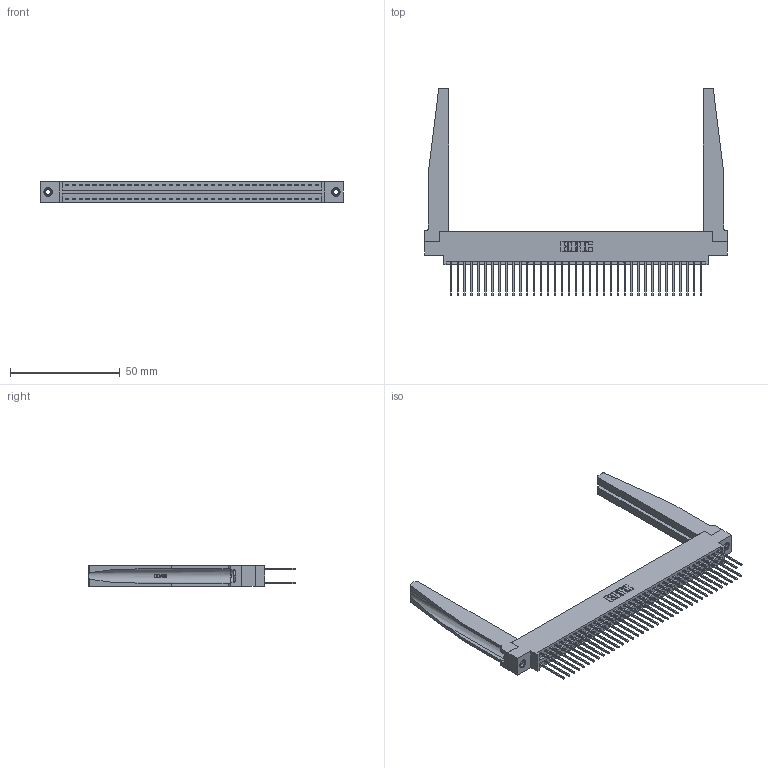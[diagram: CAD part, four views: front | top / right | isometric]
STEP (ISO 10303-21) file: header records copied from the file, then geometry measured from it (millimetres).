
FILE_DESCRIPTION (( 'STEP AP203' ), '1' );
FILE_NAME ('396-074-540-878.STEP', '2019-11-02T12:40:12', ( '' ), ( '' ), 'SwSTEP 2.0', 'SolidWorks 2016', '' );
FILE_SCHEMA (( 'CONFIG_CONTROL_DESIGN' ));
Length unit declared in the file: inch
Products named in the file (5): 345-250-001_345-250-001-102; 396-074-540-878; 346 Part_0.170 Offset - 0.156 Dia-TH; 345-292-001_345-293-140; 346-220-078_345-220-078
Assembly tree (79 placements, depth 2):
  396-074-540-878
    346 Part_0.170 Offset - 0.156 Dia-TH
    345-292-001_345-293-140  x74
    346-220-078_345-220-078  x2
    345-250-001_345-250-001-102  x2
Bounding box: 138.05 x 94.74 x 9.4 mm (x, y, z)
Volume: 20457.4 mm3; surface area: 26588.9 mm2
Topology: 79 solids, 79 shells, 4208 faces, 12419 edges, 8170 vertices
Faces by surface type: plane 2812, cylinder 1344, bspline 36, cone 12, torus 4
Entity records: 29718 total; most frequent: CARTESIAN_POINT 5843, ORIENTED_EDGE 4666, DIRECTION 4187, EDGE_CURVE 2333, VECTOR 1959, LINE 1959, VERTEX_POINT 1548, AXIS2_PLACEMENT_3D 1114
